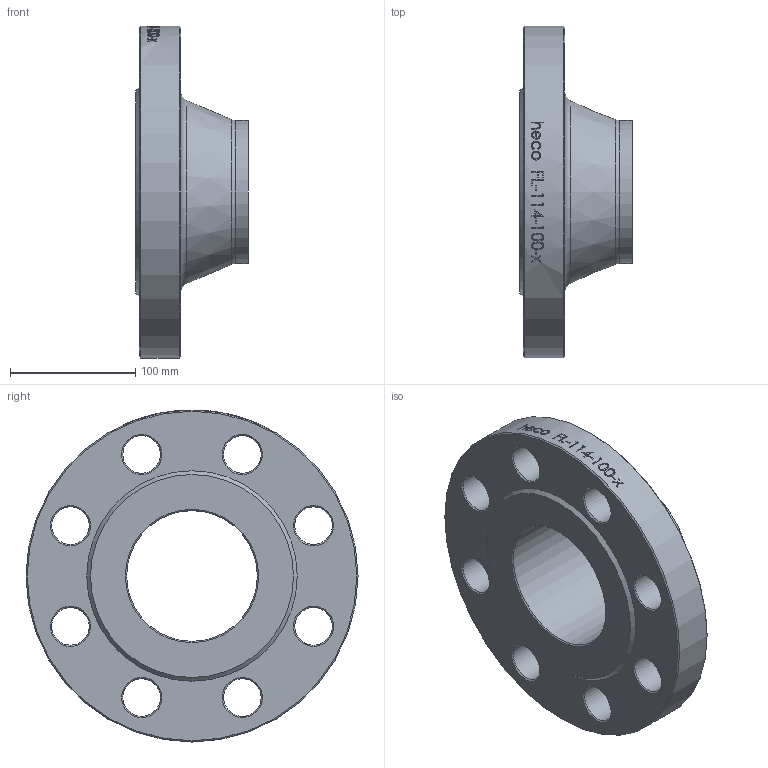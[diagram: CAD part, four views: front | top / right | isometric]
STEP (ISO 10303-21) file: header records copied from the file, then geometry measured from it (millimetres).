
FILE_DESCRIPTION (( 'STEP AP214' ), '1' );
FILE_NAME ('FL-114-100-x Vorschweissflansch EN1092 2103.STEP', '2021-03-01T15:54:36', ( '' ), ( '' ), 'SwSTEP 2.0', 'SolidWorks 2019', '' );
FILE_SCHEMA (( 'AUTOMOTIVE_DESIGN' ));
Length unit declared in the file: millimetre
Products named in the file (1): FL-114-100-x Vorschweissflansch EN1092 2103
Bounding box: 90 x 265 x 265 mm (x, y, z)
Volume: 1632077.7 mm3; surface area: 177631.2 mm2
Topology: 1 solids, 1 shells, 59 faces, 227 edges, 193 vertices
Faces by surface type: cylinder 32, cone 21, plane 4, torus 2
Full cylindrical faces by diameter (mm): 30 x8, 104.3 x1, 114.3 x1, 265 x1
Entity records: 4976 total; most frequent: CARTESIAN_POINT 2969, ORIENTED_EDGE 366, DIRECTION 318, EDGE_CURVE 183, VERTEX_POINT 183, AXIS2_PLACEMENT_3D 144, EDGE_LOOP 134, CIRCLE 84
